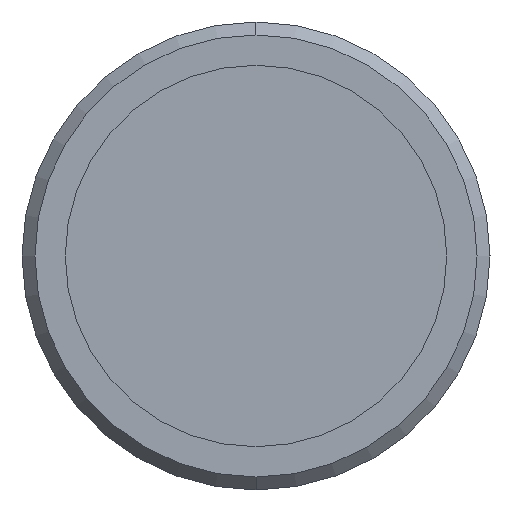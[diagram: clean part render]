
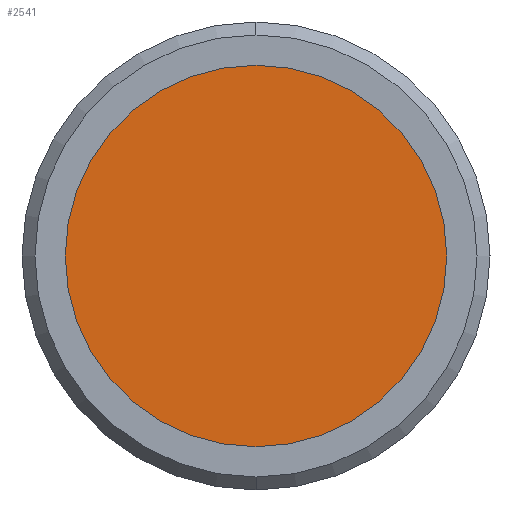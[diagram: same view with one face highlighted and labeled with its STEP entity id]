
A CAD part, left-side view. The second image highlights one B-rep face of the part: STEP entity #2541.
In plain terms, the highlighted planar face has unit normal (-1, 0, 0).
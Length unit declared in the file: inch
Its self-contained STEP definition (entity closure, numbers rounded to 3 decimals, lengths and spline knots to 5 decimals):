
#28 = DIRECTION ( 'NONE',  ( -1., 0., 0. ) ) ;
#180 = EDGE_CURVE ( 'NONE', #2982, #1006, #3571, .T. ) ;
#787 = CIRCLE ( 'NONE', #3702, 0.19254 ) ;
#915 = PLANE ( 'NONE',  #3336 ) ;
#1006 = VERTEX_POINT ( 'NONE', #2120 ) ;
#1180 = EDGE_LOOP ( 'NONE', ( #2242, #1892 ) ) ;
#1226 = CARTESIAN_POINT ( 'NONE',  ( -0.003, 0., 0.19254 ) ) ;
#1315 = CARTESIAN_POINT ( 'NONE',  ( -0.003, 0., 0. ) ) ;
#1324 = DIRECTION ( 'NONE',  ( 0., 0., 1. ) ) ;
#1640 = CARTESIAN_POINT ( 'NONE',  ( -0.003, 0., 0. ) ) ;
#1892 = ORIENTED_EDGE ( 'NONE', *, *, #180, .T. ) ;
#1946 = EDGE_CURVE ( 'NONE', #1006, #2982, #787, .T. ) ;
#2120 = CARTESIAN_POINT ( 'NONE',  ( -0.003, 0., -0.19254 ) ) ;
#2172 = FACE_OUTER_BOUND ( 'NONE', #1180, .T. ) ;
#2242 = ORIENTED_EDGE ( 'NONE', *, *, #1946, .T. ) ;
#2541 = ADVANCED_FACE ( 'NONE', ( #2172 ), #915, .T. ) ;
#2550 = DIRECTION ( 'NONE',  ( -1., 0., 0. ) ) ;
#2598 = CARTESIAN_POINT ( 'NONE',  ( -0.003, 0., 0. ) ) ;
#2646 = AXIS2_PLACEMENT_3D ( 'NONE', #1640, #2550, #1324 ) ;
#2982 = VERTEX_POINT ( 'NONE', #1226 ) ;
#3197 = DIRECTION ( 'NONE',  ( 0., 0., 1. ) ) ;
#3287 = DIRECTION ( 'NONE',  ( 0., 0., 1. ) ) ;
#3336 = AXIS2_PLACEMENT_3D ( 'NONE', #1315, #28, #3287 ) ;
#3523 = DIRECTION ( 'NONE',  ( -1., 0., 0. ) ) ;
#3571 = CIRCLE ( 'NONE', #2646, 0.19254 ) ;
#3702 = AXIS2_PLACEMENT_3D ( 'NONE', #2598, #3523, #3197 ) ;
